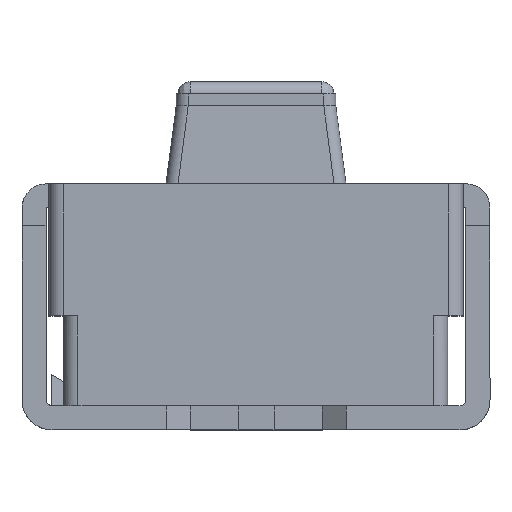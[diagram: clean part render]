
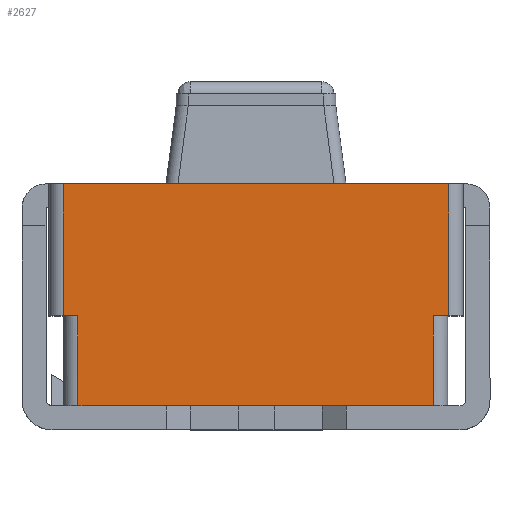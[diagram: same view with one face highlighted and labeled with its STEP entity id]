
A CAD part, top view. The second image highlights one B-rep face of the part: STEP entity #2627.
In plain terms, the highlighted planar face has unit normal (0, 0, 1).
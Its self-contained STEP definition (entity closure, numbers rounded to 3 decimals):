
#1082 = CARTESIAN_POINT ( 'NONE',  ( -1.605, 0.799, 0.8 ) ) ;
#1101 = LINE ( 'NONE', #1082, #6759 ) ;
#1103 = DIRECTION ( 'NONE',  ( 0., 1., 0. ) ) ;
#1123 = CARTESIAN_POINT ( 'NONE',  ( -1.483, 0.799, 0.8 ) ) ;
#1137 = DIRECTION ( 'NONE',  ( 0., 1., 0. ) ) ;
#1140 = LINE ( 'NONE', #1123, #6742 ) ;
#1257 = LINE ( 'NONE', #1320, #7155 ) ;
#1271 = LINE ( 'NONE', #1319, #7170 ) ;
#1319 = CARTESIAN_POINT ( 'NONE',  ( -1.483, -0.021, 0.8 ) ) ;
#1320 = CARTESIAN_POINT ( 'NONE',  ( -1.483, 0.729, 0.8 ) ) ;
#1336 = DIRECTION ( 'NONE',  ( -1., 0., 0. ) ) ;
#1374 = DIRECTION ( 'NONE',  ( -1., 0., 0. ) ) ;
#1446 = LINE ( 'NONE', #1856, #6847 ) ;
#1469 = CARTESIAN_POINT ( 'NONE',  ( 1.605, 0.729, 0.8 ) ) ;
#1493 = CARTESIAN_POINT ( 'NONE',  ( -1.605, 0.729, 0.8 ) ) ;
#1498 = CARTESIAN_POINT ( 'NONE',  ( -1.483, -0.021, 0.8 ) ) ;
#1581 = CARTESIAN_POINT ( 'NONE',  ( 1.477, 0.729, 0.8 ) ) ;
#1617 = CARTESIAN_POINT ( 'NONE',  ( -1.605, 1.829, 0.8 ) ) ;
#1797 = CARTESIAN_POINT ( 'NONE',  ( -1.483, 0.729, 0.8 ) ) ;
#1800 = DIRECTION ( 'NONE',  ( 0., -1., 0. ) ) ;
#1856 = CARTESIAN_POINT ( 'NONE',  ( 1.605, 0.799, 0.8 ) ) ;
#1923 = CARTESIAN_POINT ( 'NONE',  ( -1.483, 0.729, 0.8 ) ) ;
#1953 = DIRECTION ( 'NONE',  ( 0., -1., 0. ) ) ;
#1976 = LINE ( 'NONE', #2196, #6841 ) ;
#1994 = CARTESIAN_POINT ( 'NONE',  ( 1.477, -0.021, 0.8 ) ) ;
#2004 = CARTESIAN_POINT ( 'NONE',  ( 1.605, 1.829, 0.8 ) ) ;
#2071 = LINE ( 'NONE', #1923, #6849 ) ;
#2090 = CARTESIAN_POINT ( 'NONE',  ( 1.477, 0.799, 0.8 ) ) ;
#2196 = CARTESIAN_POINT ( 'NONE',  ( -1.483, 1.829, 0.8 ) ) ;
#2246 = DIRECTION ( 'NONE',  ( -1., 0., 0. ) ) ;
#2337 = LINE ( 'NONE', #2090, #6862 ) ;
#2390 = DIRECTION ( 'NONE',  ( 1., 0., 0. ) ) ;
#2627 = ADVANCED_FACE ( 'NONE', ( #5426 ), #6311, .F. ) ;
#3008 = EDGE_LOOP ( 'NONE', ( #6306, #6296, #6242, #6290, #6236, #6244, #6282, #6275 ) ) ;
#3119 = VERTEX_POINT ( 'NONE', #1617 ) ;
#3232 = VERTEX_POINT ( 'NONE', #1797 ) ;
#3445 = VERTEX_POINT ( 'NONE', #1994 ) ;
#3549 = VERTEX_POINT ( 'NONE', #1498 ) ;
#3665 = VERTEX_POINT ( 'NONE', #1581 ) ;
#3754 = VERTEX_POINT ( 'NONE', #1469 ) ;
#4563 = VERTEX_POINT ( 'NONE', #1493 ) ;
#5392 = VERTEX_POINT ( 'NONE', #2004 ) ;
#5426 = FACE_OUTER_BOUND ( 'NONE', #3008, .T. ) ;
#5720 = AXIS2_PLACEMENT_3D ( 'NONE', #6313, #6307, #6309 ) ;
#6236 = ORIENTED_EDGE ( 'NONE', *, *, #7502, .F. ) ;
#6242 = ORIENTED_EDGE ( 'NONE', *, *, #7495, .F. ) ;
#6244 = ORIENTED_EDGE ( 'NONE', *, *, #7505, .F. ) ;
#6275 = ORIENTED_EDGE ( 'NONE', *, *, #7587, .F. ) ;
#6282 = ORIENTED_EDGE ( 'NONE', *, *, #7534, .F. ) ;
#6290 = ORIENTED_EDGE ( 'NONE', *, *, #7453, .F. ) ;
#6296 = ORIENTED_EDGE ( 'NONE', *, *, #7601, .F. ) ;
#6306 = ORIENTED_EDGE ( 'NONE', *, *, #7540, .F. ) ;
#6307 = DIRECTION ( 'NONE',  ( 0., 0., -1. ) ) ;
#6309 = DIRECTION ( 'NONE',  ( -1., 0., 0. ) ) ;
#6311 = PLANE ( 'NONE',  #5720 ) ;
#6313 = CARTESIAN_POINT ( 'NONE',  ( -1.483, 0.799, 0.8 ) ) ;
#6742 = VECTOR ( 'NONE', #1137, 1000. ) ;
#6759 = VECTOR ( 'NONE', #1103, 1000. ) ;
#6841 = VECTOR ( 'NONE', #2390, 1000. ) ;
#6847 = VECTOR ( 'NONE', #1800, 1000. ) ;
#6849 = VECTOR ( 'NONE', #2246, 1000. ) ;
#6862 = VECTOR ( 'NONE', #1953, 1000. ) ;
#7155 = VECTOR ( 'NONE', #1374, 1000. ) ;
#7170 = VECTOR ( 'NONE', #1336, 1000. ) ;
#7453 = EDGE_CURVE ( 'NONE', #3754, #3665, #2071, .T. ) ;
#7495 = EDGE_CURVE ( 'NONE', #3665, #3445, #2337, .T. ) ;
#7502 = EDGE_CURVE ( 'NONE', #5392, #3754, #1446, .T. ) ;
#7505 = EDGE_CURVE ( 'NONE', #3119, #5392, #1976, .T. ) ;
#7534 = EDGE_CURVE ( 'NONE', #4563, #3119, #1101, .T. ) ;
#7540 = EDGE_CURVE ( 'NONE', #3549, #3232, #1140, .T. ) ;
#7587 = EDGE_CURVE ( 'NONE', #3232, #4563, #1257, .T. ) ;
#7601 = EDGE_CURVE ( 'NONE', #3445, #3549, #1271, .T. ) ;
